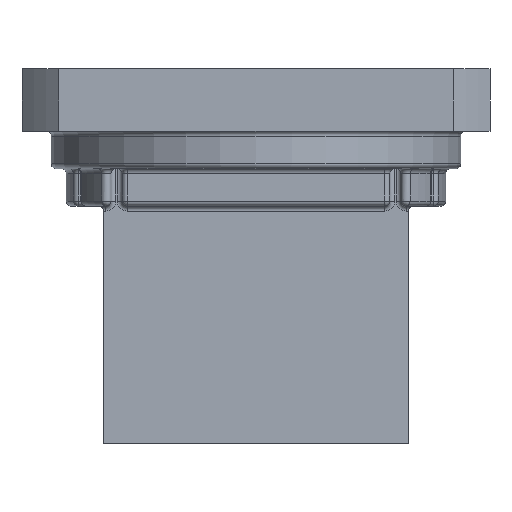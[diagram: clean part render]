
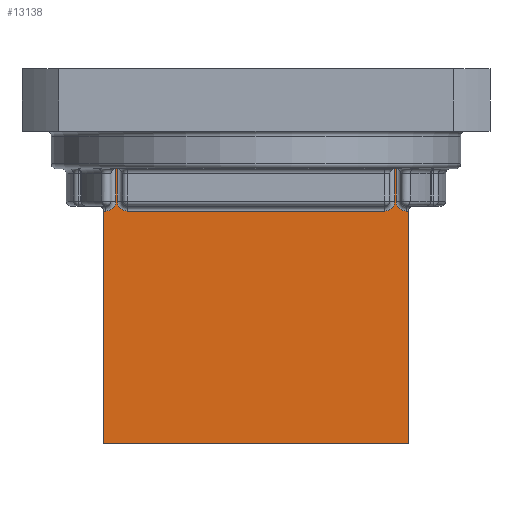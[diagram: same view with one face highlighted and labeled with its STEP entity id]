
A CAD part, front view. The second image highlights one B-rep face of the part: STEP entity #13138.
In plain terms, the highlighted planar face has unit normal (0, -1, 0).
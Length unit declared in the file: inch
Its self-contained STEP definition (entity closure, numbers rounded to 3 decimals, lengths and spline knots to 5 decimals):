
#86 = EDGE_CURVE ( 'NONE', #11753, #7904, #6241, .T. ) ;
#114 = ORIENTED_EDGE ( 'NONE', *, *, #8347, .F. ) ;
#390 = FACE_OUTER_BOUND ( 'NONE', #14847, .T. ) ;
#443 = DIRECTION ( 'NONE',  ( 0., 0., 1. ) ) ;
#1047 = VERTEX_POINT ( 'NONE', #1881 ) ;
#1062 = DIRECTION ( 'NONE',  ( 0., 0., -1. ) ) ;
#1096 = LINE ( 'NONE', #5668, #14128 ) ;
#1347 = DIRECTION ( 'NONE',  ( 0., -1., 0. ) ) ;
#1527 = VERTEX_POINT ( 'NONE', #17418 ) ;
#1661 = DIRECTION ( 'NONE',  ( -1., 0., 0. ) ) ;
#1881 = CARTESIAN_POINT ( 'NONE',  ( -0.561, -0.2985, -0.53 ) ) ;
#2190 = DIRECTION ( 'NONE',  ( 0., -1., 0. ) ) ;
#2401 = CARTESIAN_POINT ( 'NONE',  ( 0.556, -0.2985, -0.4 ) ) ;
#2414 = LINE ( 'NONE', #15884, #17725 ) ;
#2427 = EDGE_CURVE ( 'NONE', #3521, #8216, #9273, .T. ) ;
#2688 = CARTESIAN_POINT ( 'NONE',  ( 0.601, -0.2985, -0.53 ) ) ;
#2689 = ORIENTED_EDGE ( 'NONE', *, *, #2427, .T. ) ;
#2793 = DIRECTION ( 'NONE',  ( 0., -1., 0. ) ) ;
#2836 = LINE ( 'NONE', #5897, #3768 ) ;
#3226 = CARTESIAN_POINT ( 'NONE',  ( -0.611, -0.2985, -0.4 ) ) ;
#3354 = DIRECTION ( 'NONE',  ( -1., 0., 0. ) ) ;
#3521 = VERTEX_POINT ( 'NONE', #16060 ) ;
#3556 = DIRECTION ( 'NONE',  ( 0., 0., -1. ) ) ;
#3609 = AXIS2_PLACEMENT_3D ( 'NONE', #14949, #1347, #1062 ) ;
#3688 = EDGE_CURVE ( 'NONE', #17389, #3521, #16732, .T. ) ;
#3768 = VECTOR ( 'NONE', #13721, 39.37008 ) ;
#4009 = EDGE_CURVE ( 'NONE', #8353, #1047, #16296, .T. ) ;
#4453 = DIRECTION ( 'NONE',  ( 1., 0., 0. ) ) ;
#4457 = ORIENTED_EDGE ( 'NONE', *, *, #86, .T. ) ;
#4649 = CARTESIAN_POINT ( 'NONE',  ( -0.611, -0.2985, -0.57 ) ) ;
#4699 = ORIENTED_EDGE ( 'NONE', *, *, #8287, .F. ) ;
#4944 = DIRECTION ( 'NONE',  ( -1., 0., 0. ) ) ;
#5089 = EDGE_CURVE ( 'NONE', #18087, #7902, #10633, .T. ) ;
#5259 = PLANE ( 'NONE',  #19524 ) ;
#5668 = CARTESIAN_POINT ( 'NONE',  ( -0.556, -0.2985, -1.5 ) ) ;
#5897 = CARTESIAN_POINT ( 'NONE',  ( -0.611, -0.2985, -0.4 ) ) ;
#5953 = DIRECTION ( 'NONE',  ( 0., 0., 1. ) ) ;
#6123 = ORIENTED_EDGE ( 'NONE', *, *, #10593, .T. ) ;
#6203 = DIRECTION ( 'NONE',  ( 0., 0., -1. ) ) ;
#6241 = LINE ( 'NONE', #12304, #18143 ) ;
#6507 = CARTESIAN_POINT ( 'NONE',  ( 0.561, -0.2985, -1.5 ) ) ;
#6590 = VERTEX_POINT ( 'NONE', #10894 ) ;
#6853 = ORIENTED_EDGE ( 'NONE', *, *, #3688, .T. ) ;
#7128 = ORIENTED_EDGE ( 'NONE', *, *, #17376, .T. ) ;
#7129 = ORIENTED_EDGE ( 'NONE', *, *, #4009, .F. ) ;
#7186 = AXIS2_PLACEMENT_3D ( 'NONE', #14788, #2793, #10425 ) ;
#7364 = EDGE_CURVE ( 'NONE', #18087, #11749, #17206, .T. ) ;
#7619 = LINE ( 'NONE', #3226, #10381 ) ;
#7902 = VERTEX_POINT ( 'NONE', #10315 ) ;
#7904 = VERTEX_POINT ( 'NONE', #13389 ) ;
#7917 = CARTESIAN_POINT ( 'NONE',  ( -0.611, -0.2985, -1.5 ) ) ;
#8216 = VERTEX_POINT ( 'NONE', #18617 ) ;
#8287 = EDGE_CURVE ( 'NONE', #17389, #6590, #14562, .T. ) ;
#8347 = EDGE_CURVE ( 'NONE', #11753, #1527, #13583, .T. ) ;
#8353 = VERTEX_POINT ( 'NONE', #15315 ) ;
#8391 = CARTESIAN_POINT ( 'NONE',  ( 0.561, -0.2985, -0.4 ) ) ;
#8939 = EDGE_CURVE ( 'NONE', #12152, #11749, #2836, .T. ) ;
#8953 = ORIENTED_EDGE ( 'NONE', *, *, #7364, .T. ) ;
#9273 = LINE ( 'NONE', #9377, #19482 ) ;
#9306 = EDGE_CURVE ( 'NONE', #12152, #1527, #11384, .T. ) ;
#9377 = CARTESIAN_POINT ( 'NONE',  ( 0.611, -0.2985, -1.5 ) ) ;
#9680 = DIRECTION ( 'NONE',  ( 0., 0., 1. ) ) ;
#9829 = EDGE_CURVE ( 'NONE', #9992, #1047, #2414, .T. ) ;
#9887 = DIRECTION ( 'NONE',  ( 0., 0., 1. ) ) ;
#9992 = VERTEX_POINT ( 'NONE', #19571 ) ;
#10147 = CARTESIAN_POINT ( 'NONE',  ( -0.556, -0.2985, -0.53 ) ) ;
#10283 = VECTOR ( 'NONE', #10600, 39.37008 ) ;
#10315 = CARTESIAN_POINT ( 'NONE',  ( 0.601, -0.2985, -0.57 ) ) ;
#10381 = VECTOR ( 'NONE', #4453, 39.37008 ) ;
#10425 = DIRECTION ( 'NONE',  ( 0., 0., -1. ) ) ;
#10431 = VECTOR ( 'NONE', #15907, 39.37008 ) ;
#10483 = DIRECTION ( 'NONE',  ( 0., -1., 0. ) ) ;
#10593 = EDGE_CURVE ( 'NONE', #8216, #7902, #10706, .T. ) ;
#10600 = DIRECTION ( 'NONE',  ( 1., 0., 0. ) ) ;
#10633 = CIRCLE ( 'NONE', #12547, 0.04 ) ;
#10706 = LINE ( 'NONE', #14170, #13886 ) ;
#10773 = ORIENTED_EDGE ( 'NONE', *, *, #5089, .F. ) ;
#10894 = CARTESIAN_POINT ( 'NONE',  ( -0.611, -0.2985, -0.57 ) ) ;
#11384 = LINE ( 'NONE', #19188, #10431 ) ;
#11538 = ORIENTED_EDGE ( 'NONE', *, *, #8939, .F. ) ;
#11749 = VERTEX_POINT ( 'NONE', #8391 ) ;
#11753 = VERTEX_POINT ( 'NONE', #12497 ) ;
#11766 = VERTEX_POINT ( 'NONE', #14940 ) ;
#12152 = VERTEX_POINT ( 'NONE', #2401 ) ;
#12304 = CARTESIAN_POINT ( 'NONE',  ( -0.536, -0.2985, -0.57 ) ) ;
#12493 = CARTESIAN_POINT ( 'NONE',  ( 0.561, -0.2985, -0.53 ) ) ;
#12497 = CARTESIAN_POINT ( 'NONE',  ( 0.516, -0.2985, -0.57 ) ) ;
#12547 = AXIS2_PLACEMENT_3D ( 'NONE', #2688, #19536, #13494 ) ;
#12796 = VERTEX_POINT ( 'NONE', #10147 ) ;
#13068 = CARTESIAN_POINT ( 'NONE',  ( 0.516, -0.2985, -0.53 ) ) ;
#13138 = ADVANCED_FACE ( 'NONE', ( #390 ), #5259, .T. ) ;
#13389 = CARTESIAN_POINT ( 'NONE',  ( -0.516, -0.2985, -0.57 ) ) ;
#13494 = DIRECTION ( 'NONE',  ( 0., 0., -1. ) ) ;
#13576 = VECTOR ( 'NONE', #9887, 39.37008 ) ;
#13583 = CIRCLE ( 'NONE', #14849, 0.04 ) ;
#13591 = LINE ( 'NONE', #4649, #16250 ) ;
#13721 = DIRECTION ( 'NONE',  ( 1., 0., 0. ) ) ;
#13886 = VECTOR ( 'NONE', #4944, 39.37008 ) ;
#14128 = VECTOR ( 'NONE', #5953, 39.37008 ) ;
#14170 = CARTESIAN_POINT ( 'NONE',  ( 0.581, -0.2985, -0.57 ) ) ;
#14562 = LINE ( 'NONE', #19311, #13576 ) ;
#14788 = CARTESIAN_POINT ( 'NONE',  ( -0.516, -0.2985, -0.53 ) ) ;
#14847 = EDGE_LOOP ( 'NONE', ( #10773, #8953, #11538, #15274, #114, #4457, #16094, #7128, #16421, #16902, #7129, #17110, #4699, #6853, #2689, #6123 ) ) ;
#14849 = AXIS2_PLACEMENT_3D ( 'NONE', #13068, #10483, #6203 ) ;
#14940 = CARTESIAN_POINT ( 'NONE',  ( -0.556, -0.2985, -0.4 ) ) ;
#14949 = CARTESIAN_POINT ( 'NONE',  ( -0.601, -0.2985, -0.53 ) ) ;
#15274 = ORIENTED_EDGE ( 'NONE', *, *, #9306, .T. ) ;
#15315 = CARTESIAN_POINT ( 'NONE',  ( -0.601, -0.2985, -0.57 ) ) ;
#15884 = CARTESIAN_POINT ( 'NONE',  ( -0.561, -0.2985, -1.5 ) ) ;
#15907 = DIRECTION ( 'NONE',  ( 0., 0., -1. ) ) ;
#16060 = CARTESIAN_POINT ( 'NONE',  ( 0.611, -0.2985, -1.5 ) ) ;
#16094 = ORIENTED_EDGE ( 'NONE', *, *, #17440, .F. ) ;
#16250 = VECTOR ( 'NONE', #1661, 39.37008 ) ;
#16296 = CIRCLE ( 'NONE', #3609, 0.04 ) ;
#16421 = ORIENTED_EDGE ( 'NONE', *, *, #18950, .F. ) ;
#16624 = EDGE_CURVE ( 'NONE', #8353, #6590, #13591, .T. ) ;
#16732 = LINE ( 'NONE', #7917, #10283 ) ;
#16902 = ORIENTED_EDGE ( 'NONE', *, *, #9829, .T. ) ;
#17110 = ORIENTED_EDGE ( 'NONE', *, *, #16624, .T. ) ;
#17206 = LINE ( 'NONE', #6507, #17656 ) ;
#17376 = EDGE_CURVE ( 'NONE', #12796, #11766, #1096, .T. ) ;
#17389 = VERTEX_POINT ( 'NONE', #19342 ) ;
#17418 = CARTESIAN_POINT ( 'NONE',  ( 0.556, -0.2985, -0.53 ) ) ;
#17440 = EDGE_CURVE ( 'NONE', #12796, #7904, #18559, .T. ) ;
#17656 = VECTOR ( 'NONE', #9680, 39.37008 ) ;
#17725 = VECTOR ( 'NONE', #19066, 39.37008 ) ;
#18087 = VERTEX_POINT ( 'NONE', #12493 ) ;
#18143 = VECTOR ( 'NONE', #3354, 39.37008 ) ;
#18559 = CIRCLE ( 'NONE', #7186, 0.04 ) ;
#18617 = CARTESIAN_POINT ( 'NONE',  ( 0.611, -0.2985, -0.57 ) ) ;
#18741 = CARTESIAN_POINT ( 'NONE',  ( -0.611, -0.2985, -1.5 ) ) ;
#18950 = EDGE_CURVE ( 'NONE', #9992, #11766, #7619, .T. ) ;
#19066 = DIRECTION ( 'NONE',  ( 0., 0., -1. ) ) ;
#19188 = CARTESIAN_POINT ( 'NONE',  ( 0.556, -0.2985, -1.5 ) ) ;
#19311 = CARTESIAN_POINT ( 'NONE',  ( -0.611, -0.2985, -1.5 ) ) ;
#19342 = CARTESIAN_POINT ( 'NONE',  ( -0.611, -0.2985, -1.5 ) ) ;
#19482 = VECTOR ( 'NONE', #443, 39.37008 ) ;
#19524 = AXIS2_PLACEMENT_3D ( 'NONE', #18741, #2190, #3556 ) ;
#19536 = DIRECTION ( 'NONE',  ( 0., -1., 0. ) ) ;
#19571 = CARTESIAN_POINT ( 'NONE',  ( -0.561, -0.2985, -0.4 ) ) ;
